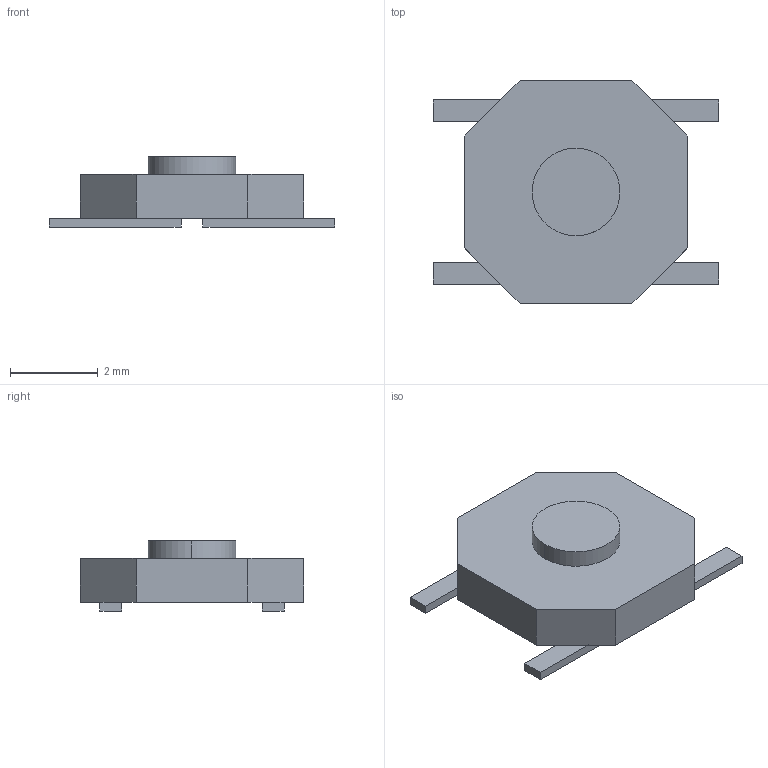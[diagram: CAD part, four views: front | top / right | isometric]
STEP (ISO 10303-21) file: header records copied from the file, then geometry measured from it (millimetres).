
FILE_DESCRIPTION(/* description */ (''),/* implementation_level */ '2;1');
FILE_NAME(/* name */ 'TS-118~1',/* time_stamp */ '2020-11-01T17:03:46+02:00',/* author */ (''),/* organization */ (''),/* preprocessor_version */ 'ST-DEVELOPER v16.5',/* originating_system */ '',/* authorisation */ '');
FILE_SCHEMA (('AUTOMOTIVE_DESIGN'));
Length unit declared in the file: millimetre
Products named in the file (1): Document
Bounding box: 6.5 x 5.1 x 1.6 mm (x, y, z)
Volume: 25.2 mm3; surface area: 89.3 mm2
Topology: 6 solids, 6 shells, 38 faces, 78 edges, 52 vertices
Faces by surface type: plane 36, bspline 2
Entity records: 907 total; most frequent: CARTESIAN_POINT 278, ORIENTED_EDGE 156, EDGE_CURVE 78, B_SPLINE_CURVE_WITH_KNOTS 72, VERTEX_POINT 52, DIRECTION 40, ADVANCED_FACE 38, FACE_OUTER_BOUND 38
